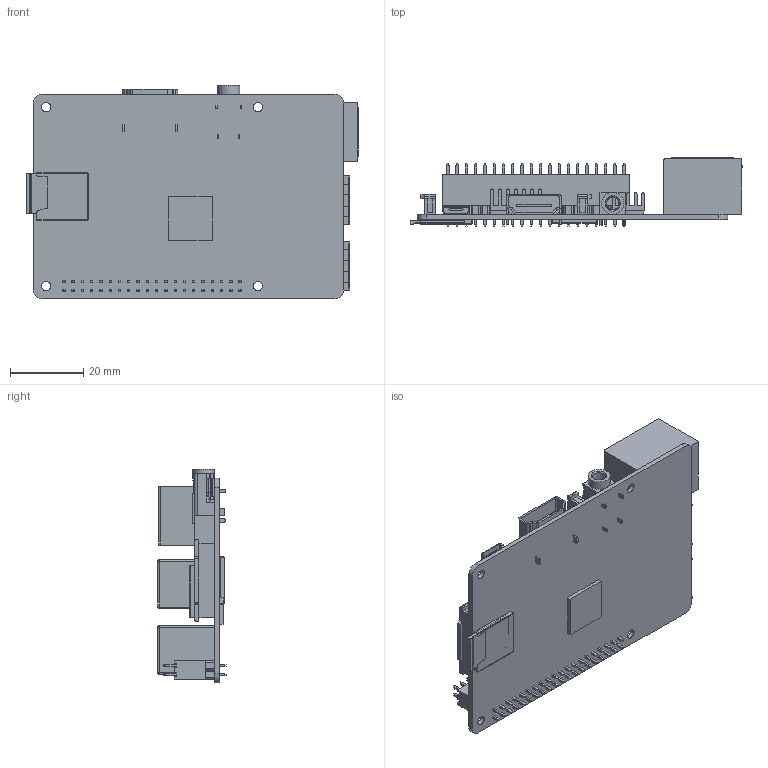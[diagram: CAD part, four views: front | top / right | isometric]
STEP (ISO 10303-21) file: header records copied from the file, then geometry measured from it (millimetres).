
FILE_DESCRIPTION(/* description */ (''),/* implementation_level */ '2;1');
FILE_NAME(/* name */ 'Raspberry_Pi_3_Pins.step',/* time_stamp */ '2019-07-22T09:36:44+01:00',/* author */ (''),/* organization */ (''),/* preprocessor_version */ 'ST-DEVELOPER v18',/* originating_system */ 'Autodesk Translation Framework v8.2.0.1029',/* authorisation */ '');
FILE_SCHEMA (('AUTOMOTIVE_DESIGN { 1 0 10303 214 3 1 1 }'));
Products named in the file (74): Raspberry Pi 3 EAGLE; Raspberry Pi 3; Raspberry Pi 3 (1); Raspberry Pi 3 (2); Raspberry Pi 3 (5); Raspberry Pi 3 (4); Raspberry Pi 3 (3); Raspberry Pi 3 (8); Raspberry Pi 3 (6); Raspberry Pi 3 (7); Raspberry Pi 3 (9); Raspberry Pi 3 (10); Raspberry Pi 3 (11); Raspberry Pi 3 (15); Raspberry Pi 3 (12); Raspberry Pi 3 (13); Raspberry Pi 3 (14); Raspberry Pi 3 (16); Raspberry Pi 3 (17); Raspberry Pi 3 (18); Raspberry Pi 3 (19); Raspberry Pi 3 (20); Raspberry Pi 3 (21); Raspberry Pi 3 (22); Raspberry Pi 3 (23); Raspberry Pi 3 (24); Raspberry Pi 3 (25); Raspberry Pi 3 (26); Raspberry Pi 3 (27); Raspberry Pi 3 (28); Raspberry Pi 3 (29); Raspberry Pi 3 (30); Raspberry Pi 3 (31); Raspberry Pi 3 (32); Raspberry Pi 3 (33); Raspberry Pi 3 (34); Raspberry Pi 3 (35); Raspberry Pi 3 (36); Raspberry Pi 3 (37); Raspberry Pi 3 (38) ...
Assembly tree (73 placements, depth 2):
  Raspberry Pi 3 EAGLE
    Raspberry Pi 3
    Raspberry Pi 3 (1)
    Raspberry Pi 3 (2)
    Raspberry Pi 3 (5)
    Raspberry Pi 3 (4)
    Raspberry Pi 3 (3)
    Raspberry Pi 3 (8)
    Raspberry Pi 3 (6)
    Raspberry Pi 3 (7)
    Raspberry Pi 3 (9)
    Raspberry Pi 3 (10)
    Raspberry Pi 3 (11)
    Raspberry Pi 3 (15)
    Raspberry Pi 3 (12)
    Raspberry Pi 3 (13)
    Raspberry Pi 3 (14)
    Raspberry Pi 3 (16)
    Raspberry Pi 3 (17)
    Raspberry Pi 3 (18)
    Raspberry Pi 3 (19)
    Raspberry Pi 3 (20)
    Raspberry Pi 3 (21)
    Raspberry Pi 3 (22)
    Raspberry Pi 3 (23)
    Raspberry Pi 3 (24)
    Raspberry Pi 3 (25)
    Raspberry Pi 3 (26)
    Raspberry Pi 3 (27)
    Raspberry Pi 3 (28)
    Raspberry Pi 3 (29)
    Raspberry Pi 3 (30)
    Raspberry Pi 3 (31)
    Raspberry Pi 3 (32)
    Raspberry Pi 3 (33)
    Raspberry Pi 3 (34)
    Raspberry Pi 3 (35)
    Raspberry Pi 3 (36)
    Raspberry Pi 3 (37)
    Raspberry Pi 3 (38)
    Raspberry Pi 3 (39)
    Raspberry Pi 3 (40)
    Raspberry Pi 3 (47)
    Raspberry Pi 3 (41)
    Raspberry Pi 3 (43)
    Raspberry Pi 3 (42)
    Raspberry Pi 3 (micro SD)
    Raspberry Pi 3 (44)
    RPi Heatsink Set (1)
    RPi Heatsink Set
    Component50
    Raspberry Pi 3 (45)
    Component51
    Component52
    Component54
    Raspberry Pi 3 (46)
    Component58
    Component55
    Raspberry Pi 3 (48)
    Raspberry Pi 3 (49)
Bounding box: 90.89 x 18.8 x 58.5 mm (x, y, z)
Volume: 21251.2 mm3; surface area: 31208.7 mm2
Topology: 70 solids, 73 shells, 2290 faces, 5714 edges, 3634 vertices
Faces by surface type: plane 2086, cylinder 184, bspline 11, sphere 8, cone 1
Full cylindrical faces by diameter (mm): 2.5 x4, 3.4 x1, 3.6 x2, 4.345 x1, 6 x1
Entity records: 70555 total; most frequent: CARTESIAN_POINT 12952, ORIENTED_EDGE 11400, DIRECTION 10946, EDGE_CURVE 5708, LINE 5286, VECTOR 5286, VERTEX_POINT 3634, AXIS2_PLACEMENT_3D 2830
